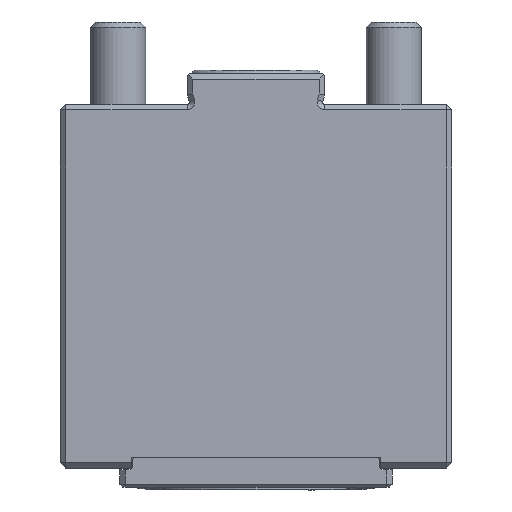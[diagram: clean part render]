
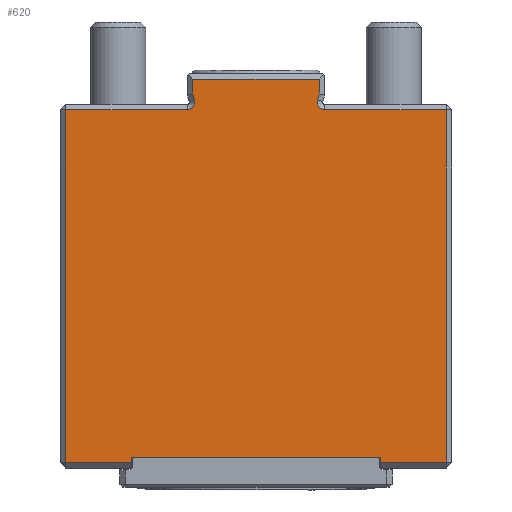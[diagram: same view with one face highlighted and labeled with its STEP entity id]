
A CAD part, left-side view. The second image highlights one B-rep face of the part: STEP entity #620.
In plain terms, the highlighted planar face has unit normal (-1, 0, 0).
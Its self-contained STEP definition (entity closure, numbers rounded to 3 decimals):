
#111=LINE('',#3361,#309);
#114=LINE('',#3366,#312);
#117=LINE('',#3372,#315);
#129=LINE('',#3397,#327);
#131=LINE('',#3401,#329);
#136=LINE('',#3411,#334);
#139=LINE('',#3417,#337);
#142=LINE('',#3423,#340);
#145=LINE('',#3430,#343);
#156=LINE('',#3467,#354);
#157=LINE('',#3469,#355);
#158=LINE('',#3471,#356);
#159=LINE('',#3472,#357);
#160=LINE('',#3475,#358);
#309=VECTOR('',#2502,1.);
#312=VECTOR('',#2507,1.);
#315=VECTOR('',#2512,1.);
#327=VECTOR('',#2536,1.);
#329=VECTOR('',#2540,1.);
#334=VECTOR('',#2547,1.);
#337=VECTOR('',#2552,1.);
#340=VECTOR('',#2557,1.);
#343=VECTOR('',#2562,1.);
#354=VECTOR('',#2603,1.);
#355=VECTOR('',#2604,1.);
#356=VECTOR('',#2605,1.);
#357=VECTOR('',#2606,1.);
#358=VECTOR('',#2609,1.);
#620=ADVANCED_FACE('',(#850),#754,.F.);
#754=PLANE('',#2255);
#850=FACE_OUTER_BOUND('',#952,.T.);
#952=EDGE_LOOP('',(#1262,#1263,#1264,#1265,#1266,#1267,#1268,#1269,#1270,
#1271,#1272,#1273,#1274,#1275,#1276,#1277));
#1262=ORIENTED_EDGE('',*,*,#1922,.T.);
#1263=ORIENTED_EDGE('',*,*,#1928,.T.);
#1264=ORIENTED_EDGE('',*,*,#1947,.F.);
#1265=ORIENTED_EDGE('',*,*,#1948,.F.);
#1266=ORIENTED_EDGE('',*,*,#1949,.F.);
#1267=ORIENTED_EDGE('',*,*,#1925,.T.);
#1268=ORIENTED_EDGE('',*,*,#1919,.T.);
#1269=ORIENTED_EDGE('',*,*,#1950,.T.);
#1270=ORIENTED_EDGE('',*,*,#1931,.T.);
#1271=ORIENTED_EDGE('',*,*,#1914,.T.);
#1272=ORIENTED_EDGE('',*,*,#1912,.T.);
#1273=ORIENTED_EDGE('',*,*,#1899,.T.);
#1274=ORIENTED_EDGE('',*,*,#1896,.T.);
#1275=ORIENTED_EDGE('',*,*,#1893,.T.);
#1276=ORIENTED_EDGE('',*,*,#1951,.T.);
#1277=ORIENTED_EDGE('',*,*,#1952,.T.);
#1665=VERTEX_POINT('',#3278);
#1669=VERTEX_POINT('',#3286);
#1694=VERTEX_POINT('',#3360);
#1695=VERTEX_POINT('',#3362);
#1696=VERTEX_POINT('',#3367);
#1698=VERTEX_POINT('',#3373);
#1705=VERTEX_POINT('',#3398);
#1706=VERTEX_POINT('',#3402);
#1709=VERTEX_POINT('',#3410);
#1710=VERTEX_POINT('',#3414);
#1714=VERTEX_POINT('',#3424);
#1715=VERTEX_POINT('',#3428);
#1718=VERTEX_POINT('',#3436);
#1728=VERTEX_POINT('',#3468);
#1729=VERTEX_POINT('',#3470);
#1730=VERTEX_POINT('',#3474);
#1893=EDGE_CURVE('',#1695,#1694,#111,.T.);
#1896=EDGE_CURVE('',#1696,#1695,#114,.T.);
#1899=EDGE_CURVE('',#1698,#1696,#117,.T.);
#1912=EDGE_CURVE('',#1705,#1698,#129,.T.);
#1914=EDGE_CURVE('',#1706,#1705,#131,.T.);
#1919=EDGE_CURVE('',#1665,#1709,#136,.T.);
#1922=EDGE_CURVE('',#1710,#1669,#139,.T.);
#1925=EDGE_CURVE('',#1714,#1665,#142,.T.);
#1928=EDGE_CURVE('',#1669,#1715,#145,.T.);
#1931=EDGE_CURVE('',#1718,#1706,#2118,.T.);
#1947=EDGE_CURVE('',#1728,#1715,#156,.T.);
#1948=EDGE_CURVE('',#1729,#1728,#157,.T.);
#1949=EDGE_CURVE('',#1714,#1729,#158,.T.);
#1950=EDGE_CURVE('',#1709,#1718,#159,.T.);
#1951=EDGE_CURVE('',#1694,#1730,#2122,.T.);
#1952=EDGE_CURVE('',#1730,#1710,#160,.T.);
#2118=CIRCLE('',#2240,1.4);
#2122=CIRCLE('',#2254,1.4);
#2240=AXIS2_PLACEMENT_3D('',#3435,#2567,#2568);
#2254=AXIS2_PLACEMENT_3D('',#3473,#2607,#2608);
#2255=AXIS2_PLACEMENT_3D('',#3476,#2610,#2611);
#2502=DIRECTION('',(0.,-0.301,-0.954));
#2507=DIRECTION('',(0.,0.,-1.));
#2512=DIRECTION('',(0.,1.,0.));
#2536=DIRECTION('',(0.,0.,1.));
#2540=DIRECTION('',(0.,-0.301,0.954));
#2547=DIRECTION('',(0.,0.,1.));
#2552=DIRECTION('',(0.,0.,-1.));
#2557=DIRECTION('',(0.,-1.,0.));
#2562=DIRECTION('',(0.,-1.,0.));
#2567=DIRECTION('',(1.,0.,0.));
#2568=DIRECTION('',(0.,0.,1.));
#2603=DIRECTION('',(0.,0.,-1.));
#2604=DIRECTION('',(0.,1.,0.));
#2605=DIRECTION('',(0.,0.,1.));
#2606=DIRECTION('',(0.,1.,0.));
#2607=DIRECTION('',(1.,0.,0.));
#2608=DIRECTION('',(0.,0.,1.));
#2609=DIRECTION('',(0.,1.,0.));
#2610=DIRECTION('',(1.,0.,0.));
#2611=DIRECTION('',(0.,0.,-1.));
#3278=CARTESIAN_POINT('',(-56.5,-34.5,-65.));
#3286=CARTESIAN_POINT('',(-56.5,34.5,-65.));
#3360=CARTESIAN_POINT('',(-56.5,11.165,0.821));
#3361=CARTESIAN_POINT('',(-56.5,-12.218,-73.341));
#3362=CARTESIAN_POINT('',(-56.5,11.5,1.884));
#3366=CARTESIAN_POINT('',(-56.5,11.5,-66.));
#3367=CARTESIAN_POINT('',(-56.5,11.5,4.6));
#3372=CARTESIAN_POINT('',(-56.5,12.154,4.6));
#3373=CARTESIAN_POINT('',(-56.5,-11.5,4.6));
#3397=CARTESIAN_POINT('',(-56.5,-11.5,-66.));
#3398=CARTESIAN_POINT('',(-56.5,-11.5,1.884));
#3401=CARTESIAN_POINT('',(-56.5,5.798,-52.979));
#3402=CARTESIAN_POINT('',(-56.5,-11.165,0.821));
#3410=CARTESIAN_POINT('',(-56.5,-34.5,-1.));
#3411=CARTESIAN_POINT('',(-56.5,-34.5,-66.));
#3414=CARTESIAN_POINT('',(-56.5,34.5,-1.));
#3417=CARTESIAN_POINT('',(-56.5,34.5,-66.));
#3423=CARTESIAN_POINT('',(-56.5,-35.5,-65.));
#3424=CARTESIAN_POINT('',(-56.5,-22.514,-65.));
#3428=CARTESIAN_POINT('',(-56.5,22.514,-65.));
#3430=CARTESIAN_POINT('',(-56.5,22.745,-65.));
#3435=CARTESIAN_POINT('',(-56.5,-12.5,0.4));
#3436=CARTESIAN_POINT('',(-56.5,-12.5,-1.));
#3467=CARTESIAN_POINT('',(-56.5,22.514,-64.));
#3468=CARTESIAN_POINT('',(-56.5,22.514,-64.));
#3469=CARTESIAN_POINT('',(-56.5,-33.25,-64.));
#3470=CARTESIAN_POINT('',(-56.5,-22.514,-64.));
#3471=CARTESIAN_POINT('',(-56.5,-22.514,-64.));
#3472=CARTESIAN_POINT('',(-56.5,-35.5,-1.));
#3473=CARTESIAN_POINT('',(-56.5,12.5,0.4));
#3474=CARTESIAN_POINT('',(-56.5,12.5,-1.));
#3475=CARTESIAN_POINT('',(-56.5,-35.5,-1.));
#3476=CARTESIAN_POINT('',(-56.5,-35.5,-66.));
